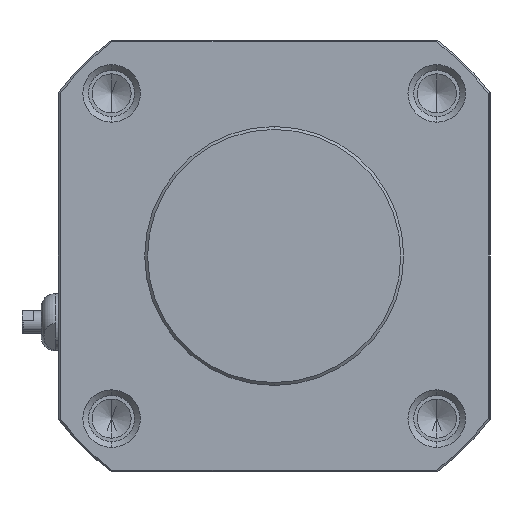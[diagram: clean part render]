
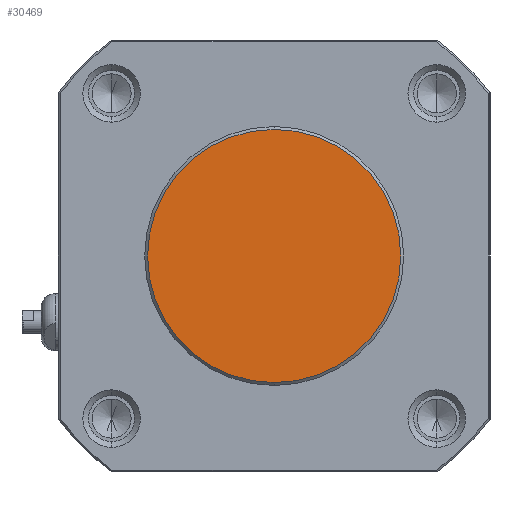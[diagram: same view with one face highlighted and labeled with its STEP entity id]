
A CAD part, left-side view. The second image highlights one B-rep face of the part: STEP entity #30469.
In plain terms, the highlighted planar face has unit normal (-1, 0, 0).
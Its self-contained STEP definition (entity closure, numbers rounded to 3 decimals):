
#2599 = EDGE_CURVE ( 'NONE', #14364, #29067, #3053, .T. ) ;
#3053 = CIRCLE ( 'NONE', #7691, 22. ) ;
#4259 = EDGE_LOOP ( 'NONE', ( #17844, #27131 ) ) ;
#4984 = DIRECTION ( 'NONE',  ( 0., 0., 1. ) ) ;
#7691 = AXIS2_PLACEMENT_3D ( 'NONE', #21232, #29550, #12870 ) ;
#12857 = FACE_OUTER_BOUND ( 'NONE', #4259, .T. ) ;
#12870 = DIRECTION ( 'NONE',  ( 0., 0., 1. ) ) ;
#13725 = CARTESIAN_POINT ( 'NONE',  ( 23., 0., -22. ) ) ;
#14364 = VERTEX_POINT ( 'NONE', #34311 ) ;
#14564 = EDGE_CURVE ( 'NONE', #29067, #14364, #16998, .T. ) ;
#15768 = DIRECTION ( 'NONE',  ( 0., 0., 1. ) ) ;
#16214 = CARTESIAN_POINT ( 'NONE',  ( 23., 0., 0. ) ) ;
#16998 = CIRCLE ( 'NONE', #21029, 22. ) ;
#17844 = ORIENTED_EDGE ( 'NONE', *, *, #14564, .T. ) ;
#18670 = CARTESIAN_POINT ( 'NONE',  ( 23., 0., 0. ) ) ;
#21029 = AXIS2_PLACEMENT_3D ( 'NONE', #16214, #35759, #4984 ) ;
#21232 = CARTESIAN_POINT ( 'NONE',  ( 23., 0., 0. ) ) ;
#27131 = ORIENTED_EDGE ( 'NONE', *, *, #2599, .T. ) ;
#29067 = VERTEX_POINT ( 'NONE', #13725 ) ;
#29181 = PLANE ( 'NONE',  #29823 ) ;
#29539 = DIRECTION ( 'NONE',  ( -1., 0., 0. ) ) ;
#29550 = DIRECTION ( 'NONE',  ( -1., 0., 0. ) ) ;
#29823 = AXIS2_PLACEMENT_3D ( 'NONE', #18670, #29539, #15768 ) ;
#30469 = ADVANCED_FACE ( 'NONE', ( #12857 ), #29181, .T. ) ;
#34311 = CARTESIAN_POINT ( 'NONE',  ( 23., 0., 22. ) ) ;
#35759 = DIRECTION ( 'NONE',  ( -1., 0., 0. ) ) ;
